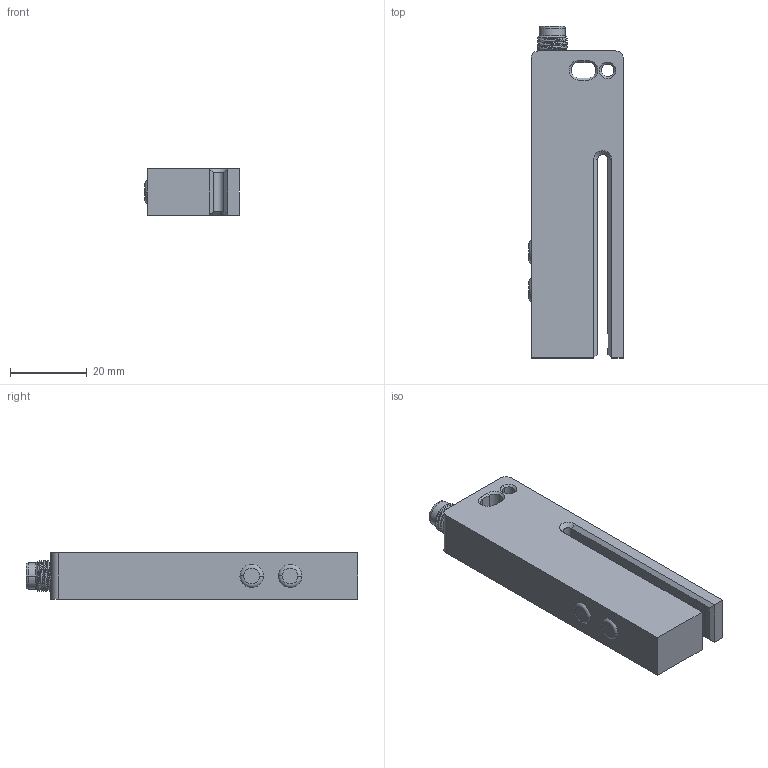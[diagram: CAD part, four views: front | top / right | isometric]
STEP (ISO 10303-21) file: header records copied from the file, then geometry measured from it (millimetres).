
FILE_DESCRIPTION((''),'2;1');
FILE_NAME('PUD-100N-M8','2022-08-23T10:40:25',('Administrator'),(''),'CREO PARAMETRIC BY PTC INC, 2021023','CREO PARAMETRIC BY PTC INC, 2021023','');
FILE_SCHEMA(('AUTOMOTIVE_DESIGN { 1 0 10303 214 1 1 1 1 }'));
Length unit declared in the file: millimetre
Products named in the file (1): PUD-100N-M8
Bounding box: 24.6 x 86.5 x 12 mm (x, y, z)
Volume: 20981.8 mm3; surface area: 7748.1 mm2
Topology: 1 solids, 1 shells, 97 faces, 239 edges, 144 vertices
Faces by surface type: cylinder 33, plane 31, cone 15, sphere 8, bspline 6, torus 4
Entity records: 4340 total; most frequent: CARTESIAN_POINT 2022, ORIENTED_EDGE 458, DIRECTION 454, EDGE_CURVE 229, AXIS2_PLACEMENT_3D 173, VERTEX_POINT 143, EDGE_LOOP 110, VECTOR 108
